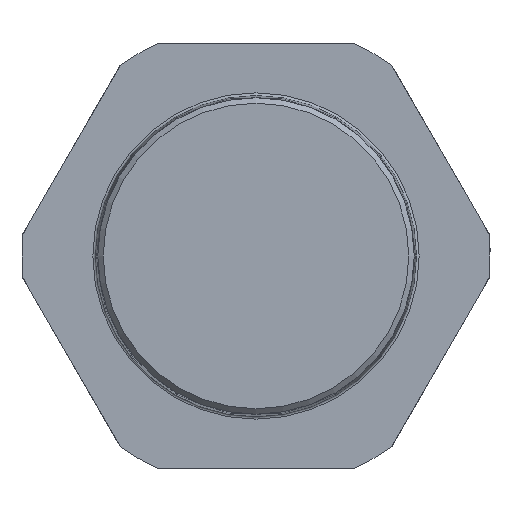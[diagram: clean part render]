
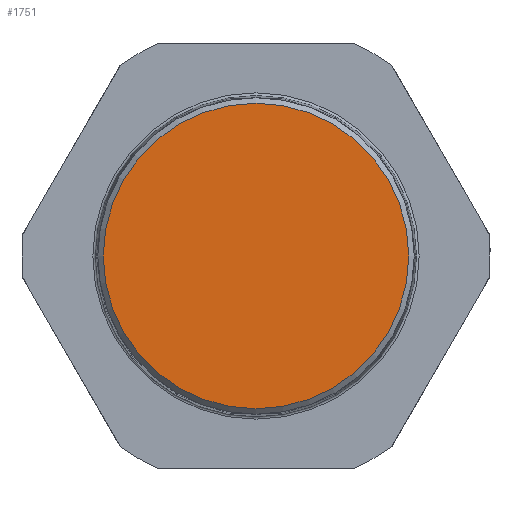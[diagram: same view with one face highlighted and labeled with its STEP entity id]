
A CAD part, left-side view. The second image highlights one B-rep face of the part: STEP entity #1751.
In plain terms, the highlighted planar face has unit normal (-1, 0, 0).
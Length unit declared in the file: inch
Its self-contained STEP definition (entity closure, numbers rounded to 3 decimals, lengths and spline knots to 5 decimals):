
#411=FACE_OUTER_BOUND('',#508,.T.);
#508=EDGE_LOOP('',(#1506));
#651=CIRCLE('',#1984,1.13009);
#823=VERTEX_POINT('',#3845);
#1060=EDGE_CURVE('',#823,#823,#651,.T.);
#1506=ORIENTED_EDGE('',*,*,#1060,.F.);
#1674=PLANE('',#1983);
#1751=ADVANCED_FACE('',(#411),#1674,.T.);
#1983=AXIS2_PLACEMENT_3D('',#3844,#2450,#2451);
#1984=AXIS2_PLACEMENT_3D('',#3846,#2452,#2453);
#2450=DIRECTION('center_axis',(-1.,0.,0.));
#2451=DIRECTION('ref_axis',(0.,0.,
-1.));
#2452=DIRECTION('center_axis',(1.,0.,0.));
#2453=DIRECTION('ref_axis',(0.,1.,0.));
#3844=CARTESIAN_POINT('Origin',(-2.51496,-1.16946,0.));
#3845=CARTESIAN_POINT('',(-2.51496,-1.13009,0.));
#3846=CARTESIAN_POINT('Origin',(-2.51496,0.,
0.));
